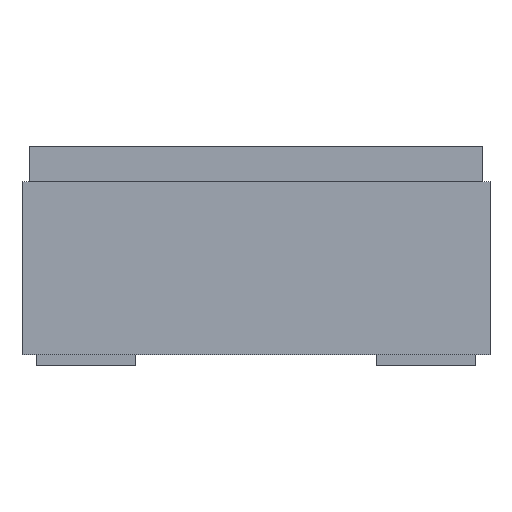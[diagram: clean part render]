
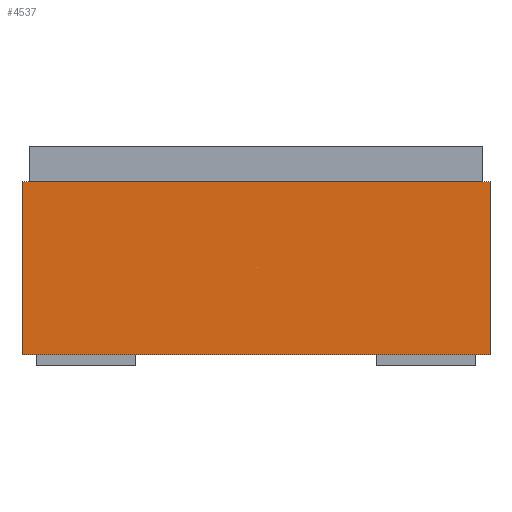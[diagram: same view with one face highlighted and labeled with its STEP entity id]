
A CAD part, front view. The second image highlights one B-rep face of the part: STEP entity #4537.
In plain terms, the highlighted planar face has unit normal (0, -1, 0).
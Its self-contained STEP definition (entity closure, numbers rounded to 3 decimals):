
#4004 = PLANE('',#4005);
#4005 = AXIS2_PLACEMENT_3D('',#4006,#4007,#4008);
#4006 = CARTESIAN_POINT('',(0.,0.,0.));
#4007 = DIRECTION('',(0.,0.,1.));
#4008 = DIRECTION('',(0.,-1.,0.));
#4345 = VERTEX_POINT('',#4346);
#4346 = CARTESIAN_POINT('',(-1.65,-2.8,0.));
#4360 = PLANE('',#4361);
#4361 = AXIS2_PLACEMENT_3D('',#4362,#4363,#4364);
#4362 = CARTESIAN_POINT('',(-1.65,2.8,0.));
#4363 = DIRECTION('',(-1.,0.,0.));
#4364 = DIRECTION('',(0.,-1.,0.));
#4401 = VERTEX_POINT('',#4402);
#4402 = CARTESIAN_POINT('',(1.65,-2.8,0.));
#4416 = PLANE('',#4417);
#4417 = AXIS2_PLACEMENT_3D('',#4418,#4419,#4420);
#4418 = CARTESIAN_POINT('',(1.65,-2.8,0.));
#4419 = DIRECTION('',(1.,0.,0.));
#4420 = DIRECTION('',(0.,1.,0.));
#4428 = EDGE_CURVE('',#4345,#4401,#4429,.T.);
#4429 = SURFACE_CURVE('',#4430,(#4434,#4441),.PCURVE_S1.);
#4430 = LINE('',#4431,#4432);
#4431 = CARTESIAN_POINT('',(0.,-2.8,0.));
#4432 = VECTOR('',#4433,1.);
#4433 = DIRECTION('',(1.,0.,0.));
#4434 = PCURVE('',#4004,#4435);
#4435 = DEFINITIONAL_REPRESENTATION('',(#4436),#4440);
#4436 = LINE('',#4437,#4438);
#4437 = CARTESIAN_POINT('',(2.8,0.));
#4438 = VECTOR('',#4439,1.);
#4439 = DIRECTION('',(0.,1.));
#4440 = ( GEOMETRIC_REPRESENTATION_CONTEXT(2) 
PARAMETRIC_REPRESENTATION_CONTEXT() REPRESENTATION_CONTEXT('2D SPACE',''
  ) );
#4441 = PCURVE('',#4442,#4447);
#4442 = PLANE('',#4443);
#4443 = AXIS2_PLACEMENT_3D('',#4444,#4445,#4446);
#4444 = CARTESIAN_POINT('',(-1.65,-2.8,0.));
#4445 = DIRECTION('',(0.,-1.,0.));
#4446 = DIRECTION('',(1.,0.,0.));
#4447 = DEFINITIONAL_REPRESENTATION('',(#4448),#4452);
#4448 = LINE('',#4449,#4450);
#4449 = CARTESIAN_POINT('',(1.65,0.));
#4450 = VECTOR('',#4451,1.);
#4451 = DIRECTION('',(1.,0.));
#4452 = ( GEOMETRIC_REPRESENTATION_CONTEXT(2) 
PARAMETRIC_REPRESENTATION_CONTEXT() REPRESENTATION_CONTEXT('2D SPACE',''
  ) );
#4537 = ADVANCED_FACE('',(#4538),#4442,.T.);
#4538 = FACE_BOUND('',#4539,.T.);
#4539 = EDGE_LOOP('',(#4540,#4570,#4591,#4592));
#4540 = ORIENTED_EDGE('',*,*,#4541,.T.);
#4541 = EDGE_CURVE('',#4542,#4544,#4546,.T.);
#4542 = VERTEX_POINT('',#4543);
#4543 = CARTESIAN_POINT('',(1.65,-2.8,1.22));
#4544 = VERTEX_POINT('',#4545);
#4545 = CARTESIAN_POINT('',(-1.65,-2.8,1.22));
#4546 = SURFACE_CURVE('',#4547,(#4551,#4558),.PCURVE_S1.);
#4547 = LINE('',#4548,#4549);
#4548 = CARTESIAN_POINT('',(-1.65,-2.8,1.22));
#4549 = VECTOR('',#4550,1.);
#4550 = DIRECTION('',(-1.,-0.,0.));
#4551 = PCURVE('',#4442,#4552);
#4552 = DEFINITIONAL_REPRESENTATION('',(#4553),#4557);
#4553 = LINE('',#4554,#4555);
#4554 = CARTESIAN_POINT('',(0.,1.22));
#4555 = VECTOR('',#4556,1.);
#4556 = DIRECTION('',(-1.,0.));
#4557 = ( GEOMETRIC_REPRESENTATION_CONTEXT(2) 
PARAMETRIC_REPRESENTATION_CONTEXT() REPRESENTATION_CONTEXT('2D SPACE',''
  ) );
#4558 = PCURVE('',#4559,#4564);
#4559 = PLANE('',#4560);
#4560 = AXIS2_PLACEMENT_3D('',#4561,#4562,#4563);
#4561 = CARTESIAN_POINT('',(0.,0.,1.22));
#4562 = DIRECTION('',(0.,0.,1.));
#4563 = DIRECTION('',(0.,-1.,0.));
#4564 = DEFINITIONAL_REPRESENTATION('',(#4565),#4569);
#4565 = LINE('',#4566,#4567);
#4566 = CARTESIAN_POINT('',(2.8,-1.65));
#4567 = VECTOR('',#4568,1.);
#4568 = DIRECTION('',(0.,-1.));
#4569 = ( GEOMETRIC_REPRESENTATION_CONTEXT(2) 
PARAMETRIC_REPRESENTATION_CONTEXT() REPRESENTATION_CONTEXT('2D SPACE',''
  ) );
#4570 = ORIENTED_EDGE('',*,*,#4571,.T.);
#4571 = EDGE_CURVE('',#4544,#4345,#4572,.T.);
#4572 = SURFACE_CURVE('',#4573,(#4577,#4584),.PCURVE_S1.);
#4573 = LINE('',#4574,#4575);
#4574 = CARTESIAN_POINT('',(-1.65,-2.8,0.));
#4575 = VECTOR('',#4576,1.);
#4576 = DIRECTION('',(0.,0.,-1.));
#4577 = PCURVE('',#4442,#4578);
#4578 = DEFINITIONAL_REPRESENTATION('',(#4579),#4583);
#4579 = LINE('',#4580,#4581);
#4580 = CARTESIAN_POINT('',(0.,0.));
#4581 = VECTOR('',#4582,1.);
#4582 = DIRECTION('',(0.,-1.));
#4583 = ( GEOMETRIC_REPRESENTATION_CONTEXT(2) 
PARAMETRIC_REPRESENTATION_CONTEXT() REPRESENTATION_CONTEXT('2D SPACE',''
  ) );
#4584 = PCURVE('',#4360,#4585);
#4585 = DEFINITIONAL_REPRESENTATION('',(#4586),#4590);
#4586 = LINE('',#4587,#4588);
#4587 = CARTESIAN_POINT('',(5.6,0.));
#4588 = VECTOR('',#4589,1.);
#4589 = DIRECTION('',(0.,-1.));
#4590 = ( GEOMETRIC_REPRESENTATION_CONTEXT(2) 
PARAMETRIC_REPRESENTATION_CONTEXT() REPRESENTATION_CONTEXT('2D SPACE',''
  ) );
#4591 = ORIENTED_EDGE('',*,*,#4428,.T.);
#4592 = ORIENTED_EDGE('',*,*,#4593,.T.);
#4593 = EDGE_CURVE('',#4401,#4542,#4594,.T.);
#4594 = SURFACE_CURVE('',#4595,(#4599,#4606),.PCURVE_S1.);
#4595 = LINE('',#4596,#4597);
#4596 = CARTESIAN_POINT('',(1.65,-2.8,0.));
#4597 = VECTOR('',#4598,1.);
#4598 = DIRECTION('',(0.,0.,1.));
#4599 = PCURVE('',#4442,#4600);
#4600 = DEFINITIONAL_REPRESENTATION('',(#4601),#4605);
#4601 = LINE('',#4602,#4603);
#4602 = CARTESIAN_POINT('',(3.3,0.));
#4603 = VECTOR('',#4604,1.);
#4604 = DIRECTION('',(0.,1.));
#4605 = ( GEOMETRIC_REPRESENTATION_CONTEXT(2) 
PARAMETRIC_REPRESENTATION_CONTEXT() REPRESENTATION_CONTEXT('2D SPACE',''
  ) );
#4606 = PCURVE('',#4416,#4607);
#4607 = DEFINITIONAL_REPRESENTATION('',(#4608),#4612);
#4608 = LINE('',#4609,#4610);
#4609 = CARTESIAN_POINT('',(0.,0.));
#4610 = VECTOR('',#4611,1.);
#4611 = DIRECTION('',(0.,1.));
#4612 = ( GEOMETRIC_REPRESENTATION_CONTEXT(2) 
PARAMETRIC_REPRESENTATION_CONTEXT() REPRESENTATION_CONTEXT('2D SPACE',''
  ) );
